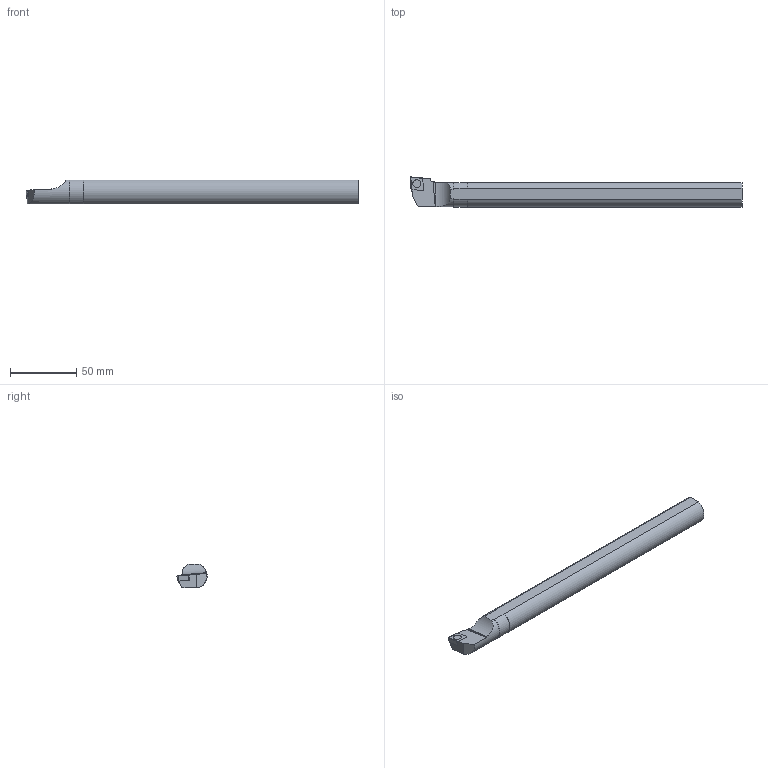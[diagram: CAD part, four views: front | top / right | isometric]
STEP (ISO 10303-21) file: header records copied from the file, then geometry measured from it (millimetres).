
FILE_DESCRIPTION(/* description */ (''),/* implementation_level */ '2;1');
FILE_NAME(/* name */ 'S20SSCLCL09_SIM.stp',/* time_stamp */ '2022-11-30T07:17:20+01:00',/* author */ (''),/* organization */ (''),/* preprocessor_version */ 'ST-DEVELOPER v18.102',/* originating_system */ 'SIEMENS PLM Software NX 2027',/* authorisation */ '');
FILE_SCHEMA (('AUTOMOTIVE_DESIGN { 1 0 10303 214 3 1 1 1 }'));
Length unit declared in the file: millimetre
Products named in the file (1): model1
Bounding box: 251.37 x 22.85 x 18 mm (x, y, z)
Volume: 70104.3 mm3; surface area: 16051.5 mm2
Topology: 2 solids, 2 shells, 43 faces, 116 edges, 77 vertices
Faces by surface type: plane 17, cone 12, cylinder 12, torus 2
Full cylindrical faces by diameter (mm): 4.4 x1, 6 x1
Entity records: 1420 total; most frequent: CARTESIAN_POINT 327, ORIENTED_EDGE 224, DIRECTION 215, EDGE_CURVE 112, AXIS2_PLACEMENT_3D 81, VERTEX_POINT 76, LINE 53, VECTOR 53
